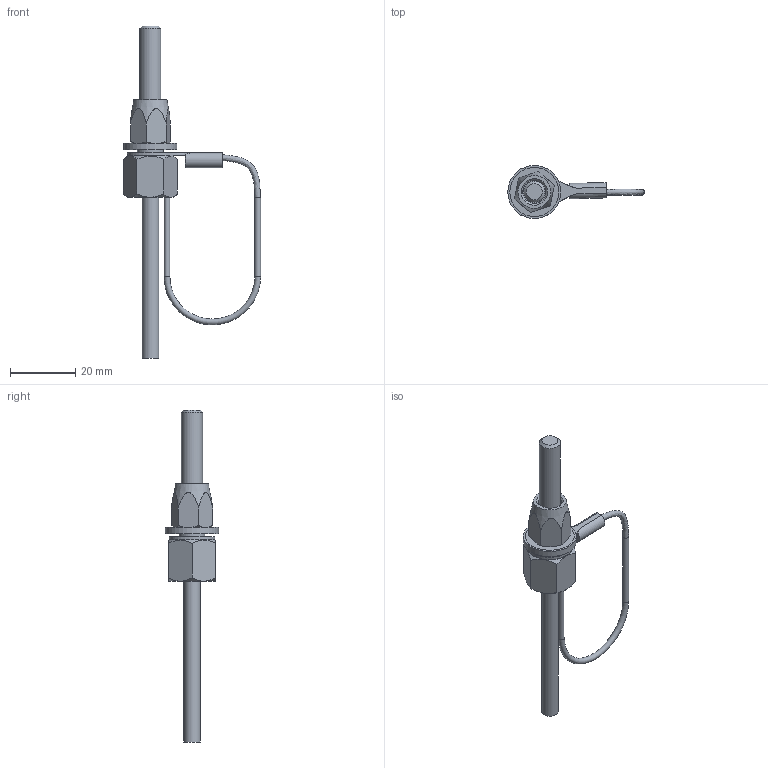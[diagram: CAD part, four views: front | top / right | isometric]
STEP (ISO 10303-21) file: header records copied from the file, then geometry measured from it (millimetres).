
FILE_DESCRIPTION (( 'STEP AP203' ), '1' );
FILE_NAME ('GTP59_rev2.STEP', '2012-04-13T15:33:43', ( 'Garmin' ), ( 'Garmin' ), 'SwSTEP 2.0', 'SolidWorks 2010', '' );
FILE_SCHEMA (( 'CONFIG_CONTROL_DESIGN' ));
Length unit declared in the file: inch
Products named in the file (1): GTP59_rev2
Bounding box: 41.98 x 16.26 x 101.6 mm (x, y, z)
Volume: 6125.1 mm3; surface area: 5411.2 mm2
Topology: 3 solids, 3 shells, 76 faces, 177 edges, 114 vertices
Faces by surface type: plane 41, cylinder 19, cone 14, bspline 1, torus 1
Full cylindrical faces by diameter (mm): 1.778 x2, 5.08 x1, 6.477 x1, 7.087 x1, 7.62 x1, 7.938 x1, 8.001 x1, 8.204 x1, 9.271 x2, 14.986 x2, 16.256 x1
Entity records: 2470 total; most frequent: CARTESIAN_POINT 812, DIRECTION 319, ORIENTED_EDGE 292, EDGE_CURVE 146, AXIS2_PLACEMENT_3D 137, EDGE_LOOP 116, VERTEX_POINT 108, FACE_OUTER_BOUND 92
